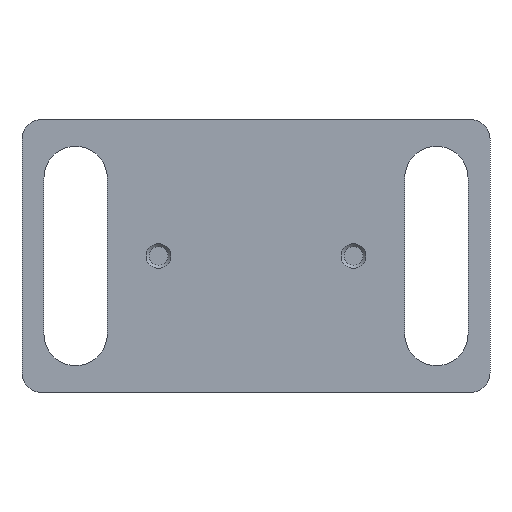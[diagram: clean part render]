
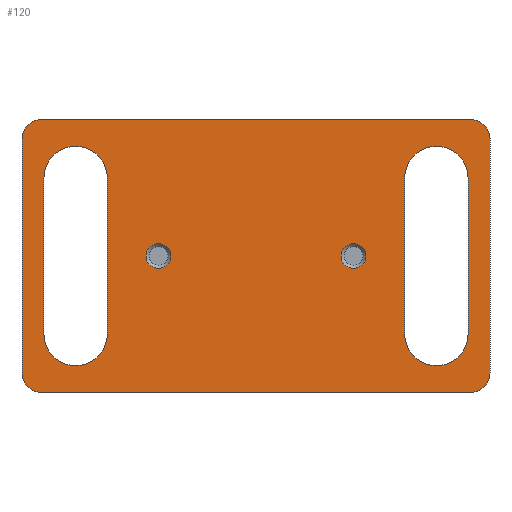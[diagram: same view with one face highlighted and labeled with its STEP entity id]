
A CAD part, left-side view. The second image highlights one B-rep face of the part: STEP entity #120.
In plain terms, the highlighted planar face has unit normal (-1, 0, 0).
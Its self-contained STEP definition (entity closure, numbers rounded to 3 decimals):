
#120 = ADVANCED_FACE( '', ( #271, #272, #273, #274, #275 ), #276, .F. );
#271 = FACE_BOUND( '', #458, .T. );
#272 = FACE_BOUND( '', #459, .T. );
#273 = FACE_BOUND( '', #460, .T. );
#274 = FACE_BOUND( '', #461, .T. );
#275 = FACE_OUTER_BOUND( '', #462, .T. );
#276 = PLANE( '', #463 );
#458 = EDGE_LOOP( '', ( #721 ) );
#459 = EDGE_LOOP( '', ( #722 ) );
#460 = EDGE_LOOP( '', ( #723, #724, #725, #726 ) );
#461 = EDGE_LOOP( '', ( #727, #728, #729, #730 ) );
#462 = EDGE_LOOP( '', ( #731, #732, #733, #734, #735, #736, #737, #738 ) );
#463 = AXIS2_PLACEMENT_3D( '', #739, #740, #741 );
#721 = ORIENTED_EDGE( '', *, *, #1073, .T. );
#722 = ORIENTED_EDGE( '', *, *, #1101, .T. );
#723 = ORIENTED_EDGE( '', *, *, #1102, .T. );
#724 = ORIENTED_EDGE( '', *, *, #1027, .T. );
#725 = ORIENTED_EDGE( '', *, *, #1103, .T. );
#726 = ORIENTED_EDGE( '', *, *, #1104, .T. );
#727 = ORIENTED_EDGE( '', *, *, #1047, .T. );
#728 = ORIENTED_EDGE( '', *, *, #1105, .T. );
#729 = ORIENTED_EDGE( '', *, *, #1106, .T. );
#730 = ORIENTED_EDGE( '', *, *, #1107, .T. );
#731 = ORIENTED_EDGE( '', *, *, #1108, .T. );
#732 = ORIENTED_EDGE( '', *, *, #1109, .F. );
#733 = ORIENTED_EDGE( '', *, *, #1110, .F. );
#734 = ORIENTED_EDGE( '', *, *, #1111, .F. );
#735 = ORIENTED_EDGE( '', *, *, #1112, .F. );
#736 = ORIENTED_EDGE( '', *, *, #1113, .F. );
#737 = ORIENTED_EDGE( '', *, *, #1114, .T. );
#738 = ORIENTED_EDGE( '', *, *, #1115, .F. );
#739 = CARTESIAN_POINT( '', ( 0., 0., 0. ) );
#740 = DIRECTION( '', ( 1., 0., 0. ) );
#741 = DIRECTION( '', ( 0., 0., -1. ) );
#1027 = EDGE_CURVE( '', #1201, #1202, #1203, .T. );
#1047 = EDGE_CURVE( '', #1235, #1236, #1237, .T. );
#1073 = EDGE_CURVE( '', #1279, #1279, #1280, .T. );
#1101 = EDGE_CURVE( '', #1322, #1322, #1323, .T. );
#1102 = EDGE_CURVE( '', #1324, #1201, #1325, .T. );
#1103 = EDGE_CURVE( '', #1202, #1326, #1327, .T. );
#1104 = EDGE_CURVE( '', #1326, #1324, #1328, .T. );
#1105 = EDGE_CURVE( '', #1236, #1329, #1330, .T. );
#1106 = EDGE_CURVE( '', #1329, #1331, #1332, .T. );
#1107 = EDGE_CURVE( '', #1331, #1235, #1333, .T. );
#1108 = EDGE_CURVE( '', #1334, #1335, #1336, .T. );
#1109 = EDGE_CURVE( '', #1337, #1335, #1338, .T. );
#1110 = EDGE_CURVE( '', #1339, #1337, #1340, .T. );
#1111 = EDGE_CURVE( '', #1341, #1339, #1342, .T. );
#1112 = EDGE_CURVE( '', #1343, #1341, #1344, .T. );
#1113 = EDGE_CURVE( '', #1345, #1343, #1346, .T. );
#1114 = EDGE_CURVE( '', #1345, #1347, #1348, .T. );
#1115 = EDGE_CURVE( '', #1334, #1347, #1349, .T. );
#1201 = VERTEX_POINT( '', #1457 );
#1202 = VERTEX_POINT( '', #1458 );
#1203 = CIRCLE( '', #1459, 3.25 );
#1235 = VERTEX_POINT( '', #1499 );
#1236 = VERTEX_POINT( '', #1500 );
#1237 = LINE( '', #1501, #1502 );
#1279 = VERTEX_POINT( '', #1555 );
#1280 = CIRCLE( '', #1556, 1.275 );
#1322 = VERTEX_POINT( '', #1605 );
#1323 = CIRCLE( '', #1606, 1.275 );
#1324 = VERTEX_POINT( '', #1607 );
#1325 = LINE( '', #1608, #1609 );
#1326 = VERTEX_POINT( '', #1610 );
#1327 = LINE( '', #1611, #1612 );
#1328 = CIRCLE( '', #1613, 3.25 );
#1329 = VERTEX_POINT( '', #1614 );
#1330 = CIRCLE( '', #1615, 3.25 );
#1331 = VERTEX_POINT( '', #1616 );
#1332 = LINE( '', #1617, #1618 );
#1333 = CIRCLE( '', #1619, 3.25 );
#1334 = VERTEX_POINT( '', #1620 );
#1335 = VERTEX_POINT( '', #1621 );
#1336 = CIRCLE( '', #1622, 2. );
#1337 = VERTEX_POINT( '', #1623 );
#1338 = LINE( '', #1624, #1625 );
#1339 = VERTEX_POINT( '', #1626 );
#1340 = CIRCLE( '', #1627, 2. );
#1341 = VERTEX_POINT( '', #1628 );
#1342 = LINE( '', #1629, #1630 );
#1343 = VERTEX_POINT( '', #1631 );
#1344 = CIRCLE( '', #1632, 2. );
#1345 = VERTEX_POINT( '', #1633 );
#1346 = LINE( '', #1634, #1635 );
#1347 = VERTEX_POINT( '', #1636 );
#1348 = CIRCLE( '', #1637, 2. );
#1349 = LINE( '', #1638, #1639 );
#1457 = CARTESIAN_POINT( '', ( 0., 8.75, 8. ) );
#1458 = CARTESIAN_POINT( '', ( 0., 2.25, 8. ) );
#1459 = AXIS2_PLACEMENT_3D( '', #1778, #1779, #1780 );
#1499 = CARTESIAN_POINT( '', ( 0., 45.75, -8. ) );
#1500 = CARTESIAN_POINT( '', ( 0., 45.75, 8. ) );
#1501 = CARTESIAN_POINT( '', ( 0., 45.75, -8. ) );
#1502 = VECTOR( '', #1807, 1000. );
#1555 = CARTESIAN_POINT( '', ( 0., 14., -1.275 ) );
#1556 = AXIS2_PLACEMENT_3D( '', #1843, #1844, #1845 );
#1605 = CARTESIAN_POINT( '', ( 0., 34., -1.275 ) );
#1606 = AXIS2_PLACEMENT_3D( '', #1883, #1884, #1885 );
#1607 = CARTESIAN_POINT( '', ( 0., 8.75, -8. ) );
#1608 = CARTESIAN_POINT( '', ( 0., 8.75, -8. ) );
#1609 = VECTOR( '', #1886, 1000. );
#1610 = CARTESIAN_POINT( '', ( 0., 2.25, -8. ) );
#1611 = CARTESIAN_POINT( '', ( 0., 2.25, 8. ) );
#1612 = VECTOR( '', #1887, 1000. );
#1613 = AXIS2_PLACEMENT_3D( '', #1888, #1889, #1890 );
#1614 = CARTESIAN_POINT( '', ( 0., 39.25, 8. ) );
#1615 = AXIS2_PLACEMENT_3D( '', #1891, #1892, #1893 );
#1616 = CARTESIAN_POINT( '', ( 0., 39.25, -8. ) );
#1617 = CARTESIAN_POINT( '', ( 0., 39.25, 8. ) );
#1618 = VECTOR( '', #1894, 1000. );
#1619 = AXIS2_PLACEMENT_3D( '', #1895, #1896, #1897 );
#1620 = CARTESIAN_POINT( '', ( 0., 0., 12. ) );
#1621 = CARTESIAN_POINT( '', ( 0., 2., 14. ) );
#1622 = AXIS2_PLACEMENT_3D( '', #1898, #1899, #1900 );
#1623 = CARTESIAN_POINT( '', ( 0., 46., 14. ) );
#1624 = CARTESIAN_POINT( '', ( 0., 48., 14. ) );
#1625 = VECTOR( '', #1901, 1000. );
#1626 = CARTESIAN_POINT( '', ( 0., 48., 12. ) );
#1627 = AXIS2_PLACEMENT_3D( '', #1902, #1903, #1904 );
#1628 = CARTESIAN_POINT( '', ( 0., 48., -12. ) );
#1629 = CARTESIAN_POINT( '', ( 0., 48., -14. ) );
#1630 = VECTOR( '', #1905, 1000. );
#1631 = CARTESIAN_POINT( '', ( 0., 46., -14. ) );
#1632 = AXIS2_PLACEMENT_3D( '', #1906, #1907, #1908 );
#1633 = CARTESIAN_POINT( '', ( 0., 2., -14. ) );
#1634 = CARTESIAN_POINT( '', ( 0., 0., -14. ) );
#1635 = VECTOR( '', #1909, 1000. );
#1636 = CARTESIAN_POINT( '', ( 0., 0., -12. ) );
#1637 = AXIS2_PLACEMENT_3D( '', #1910, #1911, #1912 );
#1638 = CARTESIAN_POINT( '', ( 0., 0., 14. ) );
#1639 = VECTOR( '', #1913, 1000. );
#1778 = CARTESIAN_POINT( '', ( 0., 5.5, 8. ) );
#1779 = DIRECTION( '', ( 1., 0., 0. ) );
#1780 = DIRECTION( '', ( 0., 0., -1. ) );
#1807 = DIRECTION( '', ( 0., 0., 1. ) );
#1843 = CARTESIAN_POINT( '', ( 0., 14., 0. ) );
#1844 = DIRECTION( '', ( 1., 0., 0. ) );
#1845 = DIRECTION( '', ( 0., 0., -1. ) );
#1883 = CARTESIAN_POINT( '', ( 0., 34., 0. ) );
#1884 = DIRECTION( '', ( 1., 0., 0. ) );
#1885 = DIRECTION( '', ( 0., 0., -1. ) );
#1886 = DIRECTION( '', ( 0., 0., 1. ) );
#1887 = DIRECTION( '', ( 0., 0., -1. ) );
#1888 = CARTESIAN_POINT( '', ( 0., 5.5, -8. ) );
#1889 = DIRECTION( '', ( 1., 0., 0. ) );
#1890 = DIRECTION( '', ( 0., 0., -1. ) );
#1891 = CARTESIAN_POINT( '', ( 0., 42.5, 8. ) );
#1892 = DIRECTION( '', ( 1., 0., 0. ) );
#1893 = DIRECTION( '', ( 0., 0., -1. ) );
#1894 = DIRECTION( '', ( 0., 0., -1. ) );
#1895 = CARTESIAN_POINT( '', ( 0., 42.5, -8. ) );
#1896 = DIRECTION( '', ( 1., 0., 0. ) );
#1897 = DIRECTION( '', ( 0., 0., -1. ) );
#1898 = CARTESIAN_POINT( '', ( 0., 2., 12. ) );
#1899 = DIRECTION( '', ( -1., 0., 0. ) );
#1900 = DIRECTION( '', ( 0., 0., 1. ) );
#1901 = DIRECTION( '', ( 0., -1., 0. ) );
#1902 = CARTESIAN_POINT( '', ( 0., 46., 12. ) );
#1903 = DIRECTION( '', ( 1., 0., 0. ) );
#1904 = DIRECTION( '', ( 0., 0., -1. ) );
#1905 = DIRECTION( '', ( 0., 0., 1. ) );
#1906 = CARTESIAN_POINT( '', ( 0., 46., -12. ) );
#1907 = DIRECTION( '', ( 1., 0., 0. ) );
#1908 = DIRECTION( '', ( 0., 0., -1. ) );
#1909 = DIRECTION( '', ( 0., 1., 0. ) );
#1910 = CARTESIAN_POINT( '', ( 0., 2., -12. ) );
#1911 = DIRECTION( '', ( -1., 0., 0. ) );
#1912 = DIRECTION( '', ( 0., 0., 1. ) );
#1913 = DIRECTION( '', ( 0., 0., -1. ) );
